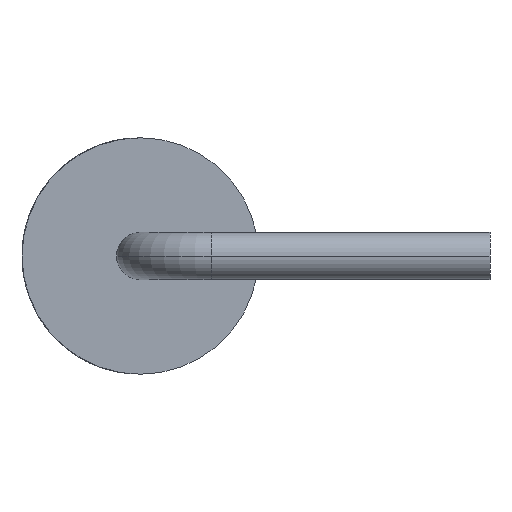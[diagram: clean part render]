
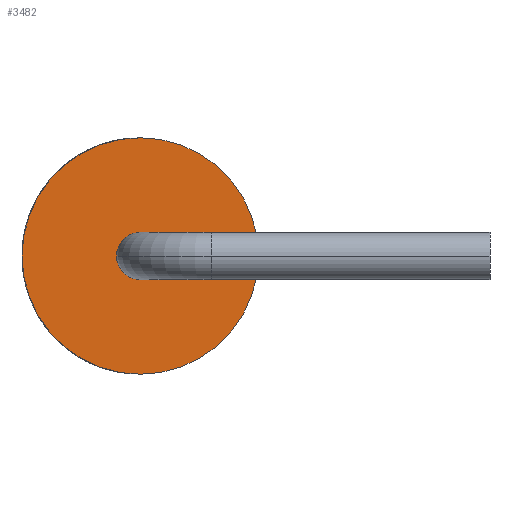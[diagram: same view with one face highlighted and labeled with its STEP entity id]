
A CAD part, left-side view. The second image highlights one B-rep face of the part: STEP entity #3482.
In plain terms, the highlighted planar face has unit normal (-1, 0, 0).
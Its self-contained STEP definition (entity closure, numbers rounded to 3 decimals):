
#3 = FACE_BOUND ( 'NONE', #645, .T. ) ;
#5 = DIRECTION ( 'NONE',  ( 1., 0., 0. ) ) ;
#74 = AXIS2_PLACEMENT_3D ( 'NONE', #4393, #3707, #3244 ) ;
#379 = PLANE ( 'NONE',  #1902 ) ;
#496 = AXIS2_PLACEMENT_3D ( 'NONE', #2641, #1060, #2615 ) ;
#645 = EDGE_LOOP ( 'NONE', ( #3442, #3796 ) ) ;
#688 = EDGE_CURVE ( 'NONE', #1064, #1497, #3399, .T. ) ;
#698 = CARTESIAN_POINT ( 'NONE',  ( 3.635, 4.82, 0. ) ) ;
#777 = CARTESIAN_POINT ( 'NONE',  ( 3.635, 4.35, 0. ) ) ;
#880 = DIRECTION ( 'NONE',  ( 0., 0., -1. ) ) ;
#1060 = DIRECTION ( 'NONE',  ( -1., 0., 0. ) ) ;
#1064 = VERTEX_POINT ( 'NONE', #698 ) ;
#1267 = AXIS2_PLACEMENT_3D ( 'NONE', #4287, #5, #1636 ) ;
#1323 = CIRCLE ( 'NONE', #496, 0.47 ) ;
#1349 = VERTEX_POINT ( 'NONE', #4657 ) ;
#1497 = VERTEX_POINT ( 'NONE', #3671 ) ;
#1605 = EDGE_CURVE ( 'NONE', #1497, #1064, #1323, .T. ) ;
#1636 = DIRECTION ( 'NONE',  ( 0., 0., -1. ) ) ;
#1871 = ORIENTED_EDGE ( 'NONE', *, *, #4433, .F. ) ;
#1899 = EDGE_LOOP ( 'NONE', ( #2900, #1871 ) ) ;
#1902 = AXIS2_PLACEMENT_3D ( 'NONE', #2227, #4567, #2713 ) ;
#1903 = VERTEX_POINT ( 'NONE', #4389 ) ;
#2047 = DIRECTION ( 'NONE',  ( 1., 0., 0. ) ) ;
#2227 = CARTESIAN_POINT ( 'NONE',  ( 3.635, 4.35, 0. ) ) ;
#2569 = CIRCLE ( 'NONE', #4007, 2.35 ) ;
#2615 = DIRECTION ( 'NONE',  ( 0., 0., -1. ) ) ;
#2641 = CARTESIAN_POINT ( 'NONE',  ( 3.635, 4.35, 0. ) ) ;
#2713 = DIRECTION ( 'NONE',  ( 0., 0., -1. ) ) ;
#2900 = ORIENTED_EDGE ( 'NONE', *, *, #4415, .F. ) ;
#3244 = DIRECTION ( 'NONE',  ( 0., 0., -1. ) ) ;
#3375 = FACE_OUTER_BOUND ( 'NONE', #1899, .T. ) ;
#3399 = CIRCLE ( 'NONE', #74, 0.47 ) ;
#3442 = ORIENTED_EDGE ( 'NONE', *, *, #1605, .F. ) ;
#3445 = CIRCLE ( 'NONE', #1267, 2.35 ) ;
#3482 = ADVANCED_FACE ( 'NONE', ( #3, #3375 ), #379, .F. ) ;
#3671 = CARTESIAN_POINT ( 'NONE',  ( 3.635, 3.88, 0. ) ) ;
#3707 = DIRECTION ( 'NONE',  ( -1., 0., 0. ) ) ;
#3796 = ORIENTED_EDGE ( 'NONE', *, *, #688, .F. ) ;
#4007 = AXIS2_PLACEMENT_3D ( 'NONE', #777, #2047, #880 ) ;
#4287 = CARTESIAN_POINT ( 'NONE',  ( 3.635, 4.35, 0. ) ) ;
#4389 = CARTESIAN_POINT ( 'NONE',  ( 3.635, 4.35, 2.35 ) ) ;
#4393 = CARTESIAN_POINT ( 'NONE',  ( 3.635, 4.35, 0. ) ) ;
#4415 = EDGE_CURVE ( 'NONE', #1903, #1349, #3445, .T. ) ;
#4433 = EDGE_CURVE ( 'NONE', #1349, #1903, #2569, .T. ) ;
#4567 = DIRECTION ( 'NONE',  ( 1., 0., 0. ) ) ;
#4657 = CARTESIAN_POINT ( 'NONE',  ( 3.635, 4.35, -2.35 ) ) ;
